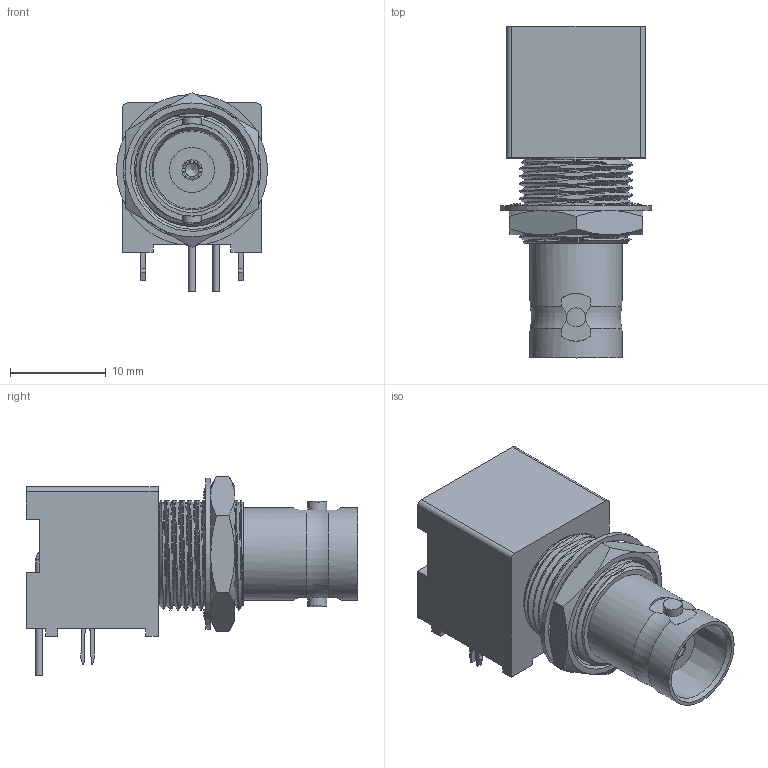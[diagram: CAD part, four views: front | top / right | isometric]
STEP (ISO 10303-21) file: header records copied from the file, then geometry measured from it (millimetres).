
FILE_DESCRIPTION(/* description */ ('STEP AP242','CAx-IF Rec.Pracs.---Representation and Presentation of Product Manufacturing Information (PMI)---4.0---2014-10-13','CAx-IF Rec.Pracs.---3D Tessellated Geometry---0.4---2014-09-14','2;1'),/* implementation_level */ '2;1');
FILE_NAME(/* name */ '647664d7d9f78134222aea6c',/* time_stamp */ '2023-05-30T21:04:23Z',/* author */ (''),/* organization */ (''),/* preprocessor_version */ 'ST-DEVELOPER v19.4',/* originating_system */ ' ',/* authorisation */ ' ');
FILE_SCHEMA (('AP242_MANAGED_MODEL_BASED_3D_ENGINEERING_MIM_LF { 1 0 10303 442 1 1 4 }'));
Length unit declared in the file: metre
Products named in the file (1): 31-5431-10RFX_SW0002
Bounding box: 15.8 x 34.7 x 20.78 mm (x, y, z)
Volume: 4124 mm3; surface area: 3274.1 mm2
Topology: 1 solids, 1 shells, 327 faces, 1031 edges, 686 vertices
Faces by surface type: plane 168, bspline 72, cylinder 58, cone 25, torus 4
Full cylindrical faces by diameter (mm): 0.026 x1, 0.711 x4, 1.422 x1, 1.981 x2, 2.108 x1, 2.54 x1, 4.699 x1, 8.001 x1, 9.652 x2, 10.795 x1, 15.8 x1
Entity records: 16278 total; most frequent: CARTESIAN_POINT 7904, ORIENTED_EDGE 1974, DIRECTION 1401, EDGE_CURVE 987, VERTEX_POINT 667, LINE 491, VECTOR 491, AXIS2_PLACEMENT_3D 455
